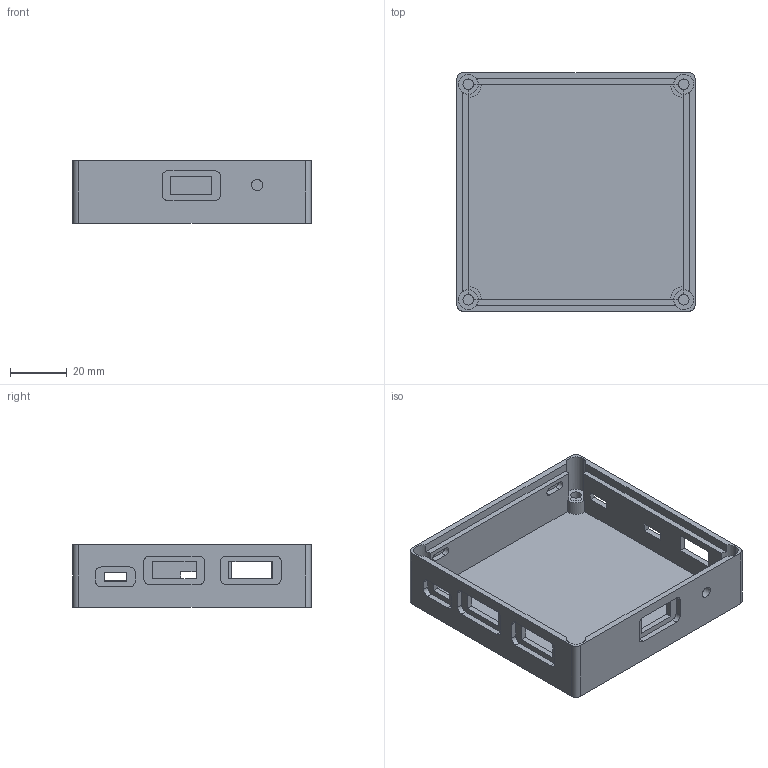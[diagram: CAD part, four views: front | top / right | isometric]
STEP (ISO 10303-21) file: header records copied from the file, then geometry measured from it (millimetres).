
FILE_DESCRIPTION(('FreeCAD Model'),'2;1');
FILE_NAME('Open CASCADE Shape Model','2022-11-26T17:39:53',(''),(''), 'Open CASCADE STEP processor 7.6','FreeCAD','Unknown');
FILE_SCHEMA(('AUTOMOTIVE_DESIGN { 1 0 10303 214 1 1 1 1 }'));
Length unit declared in the file: millimetre
Products named in the file (1): Bottom
Bounding box: 84 x 84 x 22 mm (x, y, z)
Volume: 38882.9 mm3; surface area: 28361.7 mm2
Topology: 1 solids, 1 shells, 167 faces, 441 edges, 288 vertices
Faces by surface type: plane 110, cylinder 57
Full cylindrical faces by diameter (mm): 3.75 x4, 3.96 x1
Entity records: 5217 total; most frequent: DIRECTION 909, CARTESIAN_POINT 897, ORIENTED_EDGE 882, EDGE_CURVE 441, LINE 309, VECTOR 309, AXIS2_PLACEMENT_3D 300, VERTEX_POINT 288
